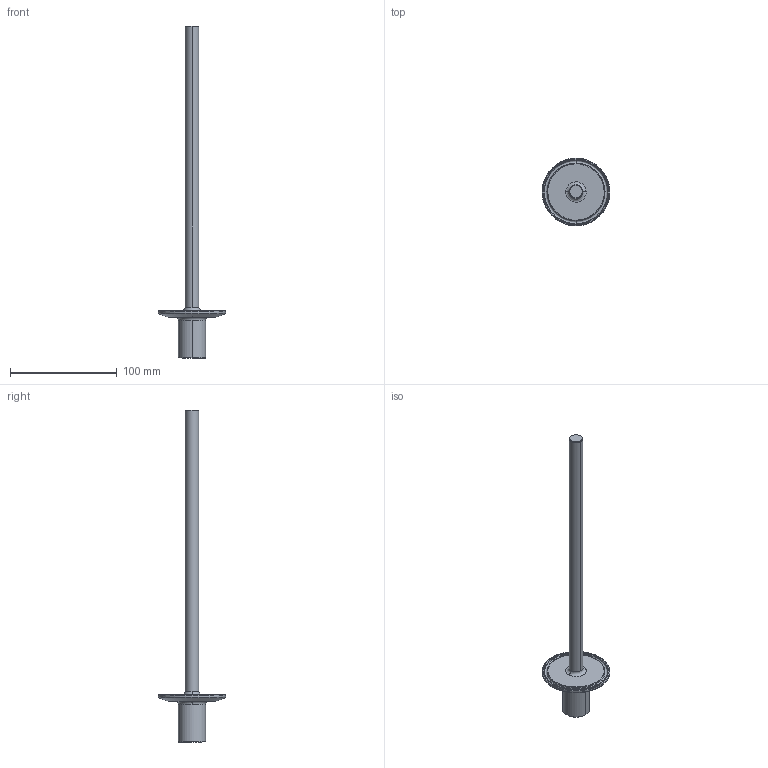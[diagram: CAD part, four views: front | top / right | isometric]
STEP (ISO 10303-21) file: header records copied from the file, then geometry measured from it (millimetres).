
FILE_DESCRIPTION (( 'STEP AP214' ), '1' );
FILE_NAME ('STW12-02.STEP', '2021-06-09T12:31:06', ( '' ), ( '' ), 'SwSTEP 2.0', 'SolidWorks 2017', '' );
FILE_SCHEMA (( 'AUTOMOTIVE_DESIGN' ));
Length unit declared in the file: inch
Products named in the file (1): STW12-02
Bounding box: 63.5 x 63.5 x 311.15 mm (x, y, z)
Volume: 53851 mm3; surface area: 28003.8 mm2
Topology: 1 solids, 1 shells, 45 faces, 109 edges, 68 vertices
Faces by surface type: cone 14, cylinder 10, torus 10, bspline 6, plane 5
Entity records: 2446 total; most frequent: CARTESIAN_POINT 1391, DIRECTION 218, ORIENTED_EDGE 214, EDGE_CURVE 107, AXIS2_PLACEMENT_3D 97, VERTEX_POINT 68, CIRCLE 57, EDGE_LOOP 49
